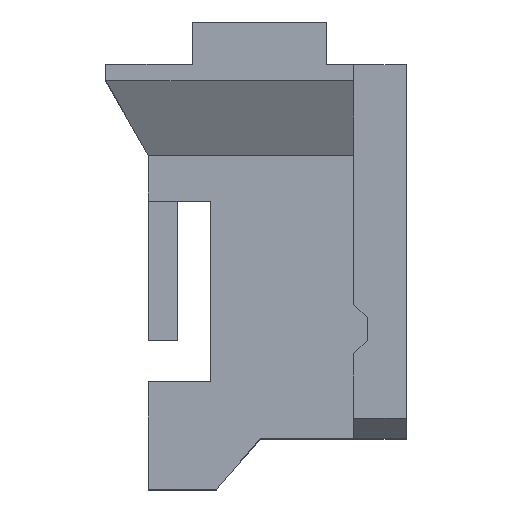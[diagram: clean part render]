
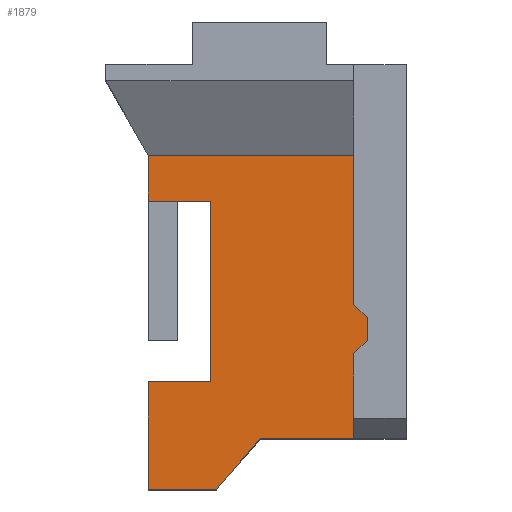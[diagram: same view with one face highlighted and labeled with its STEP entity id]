
A CAD part, top view. The second image highlights one B-rep face of the part: STEP entity #1879.
In plain terms, the highlighted planar face has unit normal (0, 0, 1).
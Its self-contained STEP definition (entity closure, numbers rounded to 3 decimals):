
#240=CARTESIAN_POINT('',(-1.615,4.318,2.265));
#241=VERTEX_POINT('',#240);
#248=CARTESIAN_POINT('',(-1.615,5.004,2.265));
#249=VERTEX_POINT('',#248);
#250=CARTESIAN_POINT('',(-1.615,5.004,2.265));
#251=DIRECTION('',(0.0,-1.0,0.0));
#252=VECTOR('',#251,1.0);
#253=LINE('',#250,#252);
#254=EDGE_CURVE('n� 694',#249,#241,#253,.T.);
#884=CARTESIAN_POINT('',(1.463,2.772,2.265));
#885=VERTEX_POINT('',#884);
#886=CARTESIAN_POINT('',(1.463,5.004,2.265));
#887=VERTEX_POINT('',#886);
#888=CARTESIAN_POINT('',(1.463,0.0,2.265));
#889=DIRECTION('',(0.0,1.0,0.0));
#890=VECTOR('',#889,1.0);
#891=LINE('',#888,#890);
#892=EDGE_CURVE('n� 2918',#885,#887,#891,.T.);
#1319=CARTESIAN_POINT('',(-0.595,0.0,2.265));
#1320=VERTEX_POINT('',#1319);
#1327=CARTESIAN_POINT('',(-1.615,0.0,2.265));
#1328=VERTEX_POINT('',#1327);
#1329=CARTESIAN_POINT('',(-2.25,0.0,2.265));
#1330=DIRECTION('',(1.0,0.0,0.0));
#1331=VECTOR('',#1330,1.0);
#1332=LINE('',#1329,#1331);
#1333=EDGE_CURVE('n� 783',#1328,#1320,#1332,.T.);
#1357=CARTESIAN_POINT('',(0.066,0.762,2.265));
#1358=VERTEX_POINT('',#1357);
#1365=CARTESIAN_POINT('',(-0.595,0.0,2.265));
#1366=DIRECTION('',(0.655,0.756,0.0));
#1367=VECTOR('',#1366,1.0);
#1368=LINE('',#1365,#1367);
#1369=EDGE_CURVE('n� 766',#1320,#1358,#1368,.T.);
#1414=CARTESIAN_POINT('',(1.463,0.762,2.265));
#1415=VERTEX_POINT('',#1414);
#1424=CARTESIAN_POINT('',(0.066,0.762,2.265));
#1425=DIRECTION('',(1.0,0.0,0.0));
#1426=VECTOR('',#1425,1.0);
#1427=LINE('',#1424,#1426);
#1428=EDGE_CURVE('n� 767',#1358,#1415,#1427,.T.);
#1587=CARTESIAN_POINT('',(-1.615,1.613,2.265));
#1588=VERTEX_POINT('',#1587);
#1589=CARTESIAN_POINT('',(-1.615,5.004,2.265));
#1590=DIRECTION('',(0.0,-1.0,0.0));
#1591=VECTOR('',#1590,1.0);
#1592=LINE('',#1589,#1591);
#1593=EDGE_CURVE('n� 3760',#1588,#1328,#1592,.T.);
#1796=CARTESIAN_POINT('',(-2.25,5.004,2.265));
#1797=DIRECTION('',(1.0,0.0,0.0));
#1798=VECTOR('',#1797,1.0);
#1799=LINE('',#1796,#1798);
#1800=EDGE_CURVE('n� 782',#249,#887,#1799,.T.);
#1813=CARTESIAN_POINT('',(-0.675,1.613,2.265));
#1814=VERTEX_POINT('',#1813);
#1815=CARTESIAN_POINT('',(-0.675,4.318,2.265));
#1816=VERTEX_POINT('',#1815);
#1817=CARTESIAN_POINT('',(-0.675,4.318,2.265));
#1818=DIRECTION('',(0.0,1.0,0.0));
#1819=VECTOR('',#1818,1.0);
#1820=LINE('',#1817,#1819);
#1821=EDGE_CURVE('n� 3797',#1814,#1816,#1820,.T.);
#1822=ORIENTED_EDGE('',*,*,#1821,.F.);
#1823=CARTESIAN_POINT('',(-0.675,1.613,2.265));
#1824=DIRECTION('',(-1.0,0.0,0.0));
#1825=VECTOR('',#1824,1.0);
#1826=LINE('',#1823,#1825);
#1827=EDGE_CURVE('n� 3788',#1814,#1588,#1826,.T.);
#1828=ORIENTED_EDGE('',*,*,#1827,.T.);
#1829=ORIENTED_EDGE('',*,*,#1593,.T.);
#1830=ORIENTED_EDGE('',*,*,#1333,.T.);
#1831=ORIENTED_EDGE('',*,*,#1369,.T.);
#1832=ORIENTED_EDGE('',*,*,#1428,.T.);
#1833=CARTESIAN_POINT('',(1.463,2.032,2.265));
#1834=VERTEX_POINT('',#1833);
#1835=CARTESIAN_POINT('',(1.463,0.0,2.265));
#1836=DIRECTION('',(0.0,1.0,0.0));
#1837=VECTOR('',#1836,1.0);
#1838=LINE('',#1835,#1837);
#1839=EDGE_CURVE('n� 1562',#1415,#1834,#1838,.T.);
#1840=ORIENTED_EDGE('',*,*,#1839,.T.);
#1841=CARTESIAN_POINT('',(1.666,2.235,2.265));
#1842=VERTEX_POINT('',#1841);
#1843=CARTESIAN_POINT('',(1.463,2.032,2.265));
#1844=DIRECTION('',(0.707,0.707,0.0));
#1845=VECTOR('',#1844,1.0);
#1846=LINE('',#1843,#1845);
#1847=EDGE_CURVE('n� 2962',#1834,#1842,#1846,.T.);
#1848=ORIENTED_EDGE('',*,*,#1847,.T.);
#1849=CARTESIAN_POINT('',(1.666,2.569,2.265));
#1850=VERTEX_POINT('',#1849);
#1851=CARTESIAN_POINT('',(1.666,2.569,2.265));
#1852=DIRECTION('',(0.0,1.0,0.0));
#1853=VECTOR('',#1852,1.0);
#1854=LINE('',#1851,#1853);
#1855=EDGE_CURVE('n� 2965',#1842,#1850,#1854,.T.);
#1856=ORIENTED_EDGE('',*,*,#1855,.T.);
#1857=CARTESIAN_POINT('',(1.463,2.772,2.265));
#1858=DIRECTION('',(-0.707,0.707,0.0));
#1859=VECTOR('',#1858,1.0);
#1860=LINE('',#1857,#1859);
#1861=EDGE_CURVE('n� 2956',#1850,#885,#1860,.T.);
#1862=ORIENTED_EDGE('',*,*,#1861,.T.);
#1863=ORIENTED_EDGE('',*,*,#892,.T.);
#1864=ORIENTED_EDGE('',*,*,#1800,.F.);
#1865=ORIENTED_EDGE('',*,*,#254,.T.);
#1866=CARTESIAN_POINT('',(-0.675,4.318,2.265));
#1867=DIRECTION('',(-1.0,0.0,0.0));
#1868=VECTOR('',#1867,1.0);
#1869=LINE('',#1866,#1868);
#1870=EDGE_CURVE('n� 3800',#1816,#241,#1869,.T.);
#1871=ORIENTED_EDGE('',*,*,#1870,.F.);
#1872=EDGE_LOOP('',(
    #1822,#1828,#1829,#1830,#1831,#1832,#1840,#1848,#1856,#1862,
    #1863,#1864,#1865,#1871));
#1873=FACE_OUTER_BOUND('',#1872,.T.);
#1874=CARTESIAN_POINT('',(-2.25,0.0,2.265));
#1875=DIRECTION('',(0.0,0.0,-1.0));
#1876=DIRECTION('',(-1.0,0.0,0.0));
#1877=AXIS2_PLACEMENT_3D('',#1874,#1875,#1876);
#1878=PLANE('',#1877);
#1879=ADVANCED_FACE('n� 851',(#1873),#1878,.F.);
